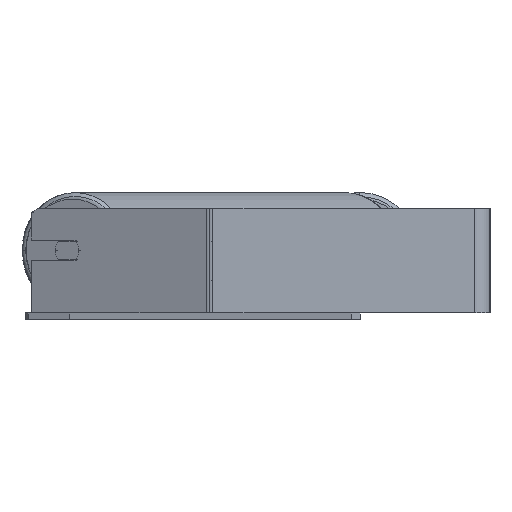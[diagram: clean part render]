
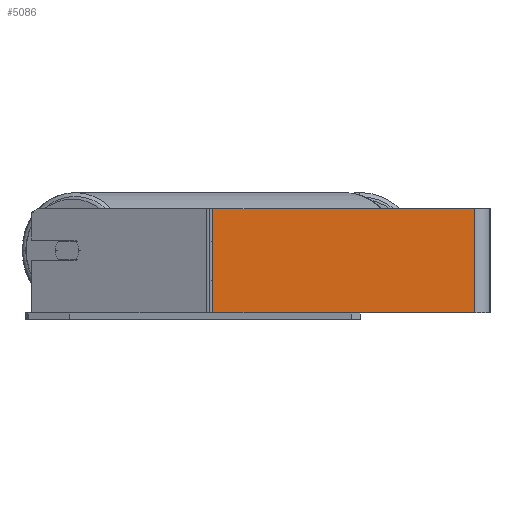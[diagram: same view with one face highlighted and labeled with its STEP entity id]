
A CAD part, left-side view. The second image highlights one B-rep face of the part: STEP entity #5086.
In plain terms, the highlighted planar face has unit normal (-1, 0, 0).
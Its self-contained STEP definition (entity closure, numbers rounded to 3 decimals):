
#19 = CARTESIAN_POINT ( 'NONE',  ( -800., 215.455, 40. ) ) ;
#275 = VECTOR ( 'NONE', #8378, 1000. ) ;
#402 = EDGE_LOOP ( 'NONE', ( #7069, #8942, #3559, #1585 ) ) ;
#1050 = LINE ( 'NONE', #3045, #1820 ) ;
#1163 = DIRECTION ( 'NONE',  ( 1., 0., 0. ) ) ;
#1174 = CARTESIAN_POINT ( 'NONE',  ( -800., 215.455, -40. ) ) ;
#1353 = CARTESIAN_POINT ( 'NONE',  ( -800., 212.795, -40. ) ) ;
#1585 = ORIENTED_EDGE ( 'NONE', *, *, #8487, .T. ) ;
#1820 = VECTOR ( 'NONE', #6127, 1000. ) ;
#2038 = DIRECTION ( 'NONE',  ( 0., 0., -1. ) ) ;
#2066 = FACE_OUTER_BOUND ( 'NONE', #402, .T. ) ;
#2557 = AXIS2_PLACEMENT_3D ( 'NONE', #3384, #1163, #4058 ) ;
#3045 = CARTESIAN_POINT ( 'NONE',  ( -800., 12., 40. ) ) ;
#3047 = LINE ( 'NONE', #7031, #4340 ) ;
#3384 = CARTESIAN_POINT ( 'NONE',  ( -800., 215.455, 40. ) ) ;
#3452 = VERTEX_POINT ( 'NONE', #5458 ) ;
#3559 = ORIENTED_EDGE ( 'NONE', *, *, #5269, .F. ) ;
#4058 = DIRECTION ( 'NONE',  ( 0., 0., -1. ) ) ;
#4340 = VECTOR ( 'NONE', #2038, 1000. ) ;
#4391 = CARTESIAN_POINT ( 'NONE',  ( -800., 12., 40. ) ) ;
#4635 = EDGE_CURVE ( 'NONE', #5110, #3452, #7679, .T. ) ;
#5086 = ADVANCED_FACE ( 'NONE', ( #2066 ), #9268, .F. ) ;
#5110 = VERTEX_POINT ( 'NONE', #1353 ) ;
#5156 = DIRECTION ( 'NONE',  ( 0., -1., 0. ) ) ;
#5269 = EDGE_CURVE ( 'NONE', #6794, #6711, #7245, .T. ) ;
#5458 = CARTESIAN_POINT ( 'NONE',  ( -800., 12., -40. ) ) ;
#5990 = CARTESIAN_POINT ( 'NONE',  ( -800., 212.795, 40. ) ) ;
#6127 = DIRECTION ( 'NONE',  ( 0., 0., -1. ) ) ;
#6654 = VECTOR ( 'NONE', #5156, 1000. ) ;
#6711 = VERTEX_POINT ( 'NONE', #4391 ) ;
#6794 = VERTEX_POINT ( 'NONE', #5990 ) ;
#7031 = CARTESIAN_POINT ( 'NONE',  ( -800., 212.795, 40. ) ) ;
#7069 = ORIENTED_EDGE ( 'NONE', *, *, #4635, .T. ) ;
#7117 = EDGE_CURVE ( 'NONE', #6711, #3452, #1050, .T. ) ;
#7245 = LINE ( 'NONE', #19, #6654 ) ;
#7679 = LINE ( 'NONE', #1174, #275 ) ;
#8378 = DIRECTION ( 'NONE',  ( 0., -1., 0. ) ) ;
#8487 = EDGE_CURVE ( 'NONE', #6794, #5110, #3047, .T. ) ;
#8942 = ORIENTED_EDGE ( 'NONE', *, *, #7117, .F. ) ;
#9268 = PLANE ( 'NONE',  #2557 ) ;
